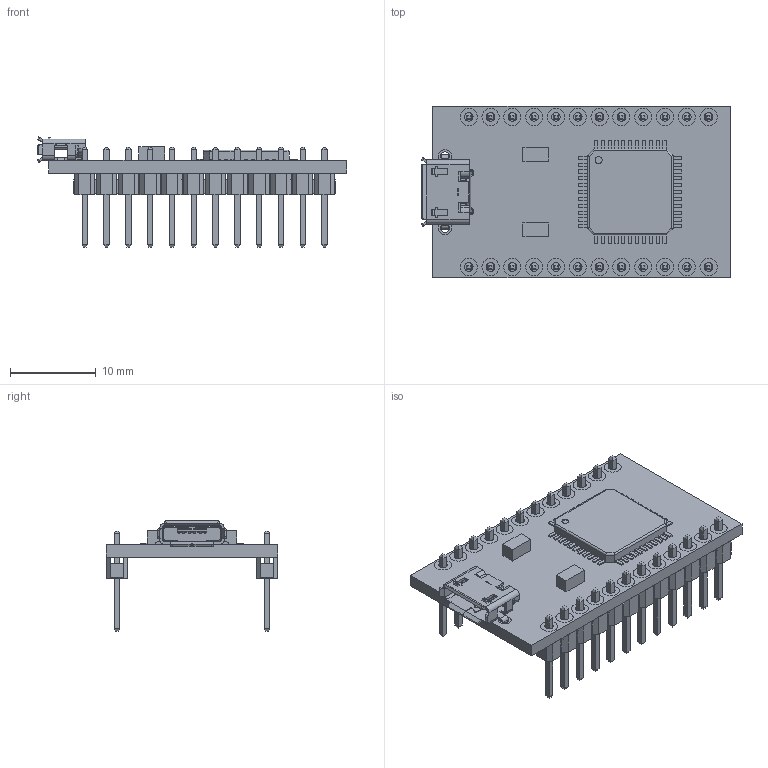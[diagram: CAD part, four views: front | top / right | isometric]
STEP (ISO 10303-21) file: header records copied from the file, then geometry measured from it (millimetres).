
FILE_DESCRIPTION(/* description */ (''),/* implementation_level */ '2;1');
FILE_NAME(/* name */ 'ProMicro3.3V.step',/* time_stamp */ '2020-06-15T11:50:38+02:00',/* author */ (''),/* organization */ (''),/* preprocessor_version */ 'ST-DEVELOPER v18.1',/* originating_system */ 'Autodesk Translation Framework v9.3.0.1241',/* authorisation */ '');
FILE_SCHEMA (('AUTOMOTIVE_DESIGN { 1 0 10303 214 3 1 1 }'));
Length unit declared in the file: millimetre
Products named in the file (9): ProMicro3.3V; Composants; Headers; Header Pins; Header Pins_1; body; pin; PCB; USB
Assembly tree (32 placements, depth 4):
  ProMicro3.3V
    Composants
    Headers
      Header Pins
        body
        pin  x12
      Header Pins_1
        body
        pin  x12
    PCB
    USB
Bounding box: 36.03 x 20.02 x 12.83 mm (x, y, z)
Volume: 1582 mm3; surface area: 4192.7 mm2
Topology: 103 solids, 103 shells, 1680 faces, 3840 edges, 2368 vertices
Faces by surface type: plane 1472, cylinder 198, cone 6, sphere 4
Full cylindrical faces by diameter (mm): 0.5 x2, 0.8 x5, 1 x26, 1.5 x4, 2 x48
Entity records: 32706 total; most frequent: CARTESIAN_POINT 5570, DIRECTION 5448, ORIENTED_EDGE 5364, EDGE_CURVE 2682, LINE 2276, VECTOR 2276, VERTEX_POINT 1708, AXIS2_PLACEMENT_3D 1586
